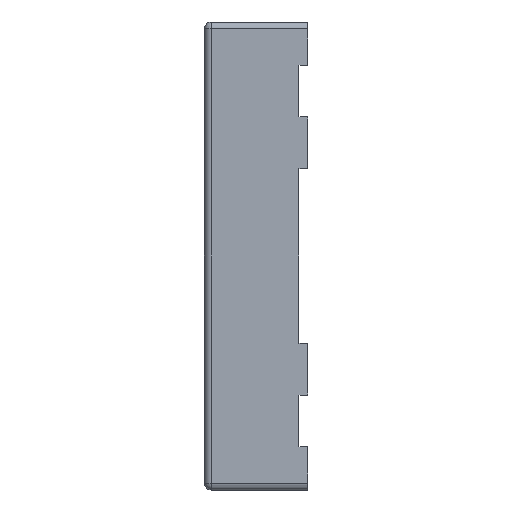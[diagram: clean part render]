
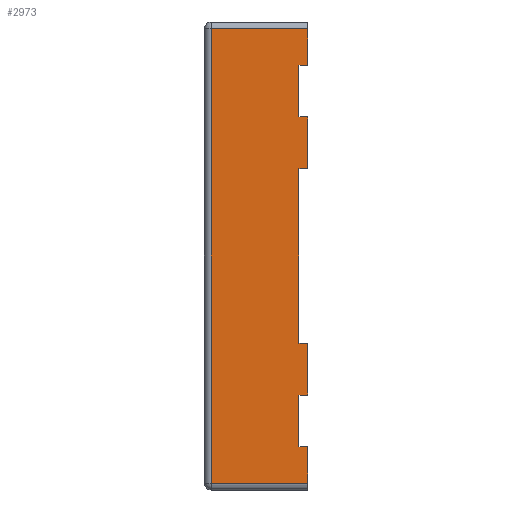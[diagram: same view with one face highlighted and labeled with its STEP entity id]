
A CAD part, left-side view. The second image highlights one B-rep face of the part: STEP entity #2973.
In plain terms, the highlighted planar face has unit normal (-1, 0, 0).
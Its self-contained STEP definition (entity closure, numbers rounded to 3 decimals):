
#91=FACE_OUTER_BOUND('',#249,.T.);
#249=EDGE_LOOP('',(#1955,#1956,#1957,#1958,#1959,#1960,#1961,#1962,#1963,
#1964,#1965,#1966,#1967,#1968,#1969,#1970));
#415=LINE('',#4149,#819);
#416=LINE('',#4151,#820);
#417=LINE('',#4153,#821);
#418=LINE('',#4155,#822);
#419=LINE('',#4157,#823);
#420=LINE('',#4159,#824);
#421=LINE('',#4161,#825);
#422=LINE('',#4163,#826);
#423=LINE('',#4165,#827);
#424=LINE('',#4167,#828);
#425=LINE('',#4169,#829);
#426=LINE('',#4171,#830);
#427=LINE('',#4173,#831);
#428=LINE('',#4175,#832);
#429=LINE('',#4177,#833);
#430=LINE('',#4178,#834);
#819=VECTOR('',#3347,10.);
#820=VECTOR('',#3348,10.);
#821=VECTOR('',#3349,10.);
#822=VECTOR('',#3350,10.);
#823=VECTOR('',#3351,10.);
#824=VECTOR('',#3352,10.);
#825=VECTOR('',#3353,10.);
#826=VECTOR('',#3354,10.);
#827=VECTOR('',#3355,10.);
#828=VECTOR('',#3356,10.);
#829=VECTOR('',#3357,10.);
#830=VECTOR('',#3358,10.);
#831=VECTOR('',#3359,10.);
#832=VECTOR('',#3360,10.);
#833=VECTOR('',#3361,10.);
#834=VECTOR('',#3362,10.);
#1223=VERTEX_POINT('',#4147);
#1224=VERTEX_POINT('',#4148);
#1225=VERTEX_POINT('',#4150);
#1226=VERTEX_POINT('',#4152);
#1227=VERTEX_POINT('',#4154);
#1228=VERTEX_POINT('',#4156);
#1229=VERTEX_POINT('',#4158);
#1230=VERTEX_POINT('',#4160);
#1231=VERTEX_POINT('',#4162);
#1232=VERTEX_POINT('',#4164);
#1233=VERTEX_POINT('',#4166);
#1234=VERTEX_POINT('',#4168);
#1235=VERTEX_POINT('',#4170);
#1236=VERTEX_POINT('',#4172);
#1237=VERTEX_POINT('',#4174);
#1238=VERTEX_POINT('',#4176);
#1511=EDGE_CURVE('',#1223,#1224,#415,.T.);
#1512=EDGE_CURVE('',#1224,#1225,#416,.T.);
#1513=EDGE_CURVE('',#1226,#1225,#417,.T.);
#1514=EDGE_CURVE('',#1226,#1227,#418,.T.);
#1515=EDGE_CURVE('',#1227,#1228,#419,.T.);
#1516=EDGE_CURVE('',#1228,#1229,#420,.T.);
#1517=EDGE_CURVE('',#1230,#1229,#421,.T.);
#1518=EDGE_CURVE('',#1231,#1230,#422,.T.);
#1519=EDGE_CURVE('',#1232,#1231,#423,.T.);
#1520=EDGE_CURVE('',#1233,#1232,#424,.T.);
#1521=EDGE_CURVE('',#1234,#1233,#425,.T.);
#1522=EDGE_CURVE('',#1234,#1235,#426,.T.);
#1523=EDGE_CURVE('',#1235,#1236,#427,.T.);
#1524=EDGE_CURVE('',#1236,#1237,#428,.T.);
#1525=EDGE_CURVE('',#1238,#1237,#429,.T.);
#1526=EDGE_CURVE('',#1238,#1223,#430,.T.);
#1955=ORIENTED_EDGE('',*,*,#1511,.T.);
#1956=ORIENTED_EDGE('',*,*,#1512,.T.);
#1957=ORIENTED_EDGE('',*,*,#1513,.F.);
#1958=ORIENTED_EDGE('',*,*,#1514,.T.);
#1959=ORIENTED_EDGE('',*,*,#1515,.T.);
#1960=ORIENTED_EDGE('',*,*,#1516,.T.);
#1961=ORIENTED_EDGE('',*,*,#1517,.F.);
#1962=ORIENTED_EDGE('',*,*,#1518,.F.);
#1963=ORIENTED_EDGE('',*,*,#1519,.F.);
#1964=ORIENTED_EDGE('',*,*,#1520,.F.);
#1965=ORIENTED_EDGE('',*,*,#1521,.F.);
#1966=ORIENTED_EDGE('',*,*,#1522,.T.);
#1967=ORIENTED_EDGE('',*,*,#1523,.T.);
#1968=ORIENTED_EDGE('',*,*,#1524,.T.);
#1969=ORIENTED_EDGE('',*,*,#1525,.F.);
#1970=ORIENTED_EDGE('',*,*,#1526,.T.);
#2843=PLANE('',#3145);
#2973=ADVANCED_FACE('',(#91),#2843,.T.);
#3145=AXIS2_PLACEMENT_3D('',#4146,#3345,#3346);
#3345=DIRECTION('center_axis',(-1.,0.,0.));
#3346=DIRECTION('ref_axis',(0.,0.,1.));
#3347=DIRECTION('',(0.,0.,1.));
#3348=DIRECTION('',(0.,-1.,0.));
#3349=DIRECTION('',(0.,0.,-1.));
#3350=DIRECTION('',(0.,1.,0.));
#3351=DIRECTION('',(0.,0.,1.));
#3352=DIRECTION('',(0.,-1.,0.));
#3353=DIRECTION('',(0.,0.,-1.));
#3354=DIRECTION('',(0.,-1.,0.));
#3355=DIRECTION('',(0.,0.,1.));
#3356=DIRECTION('',(0.,1.,0.));
#3357=DIRECTION('',(0.,0.,-1.));
#3358=DIRECTION('',(0.,1.,0.));
#3359=DIRECTION('',(0.,0.,1.));
#3360=DIRECTION('',(0.,-1.,0.));
#3361=DIRECTION('',(0.,0.,-1.));
#3362=DIRECTION('',(0.,1.,0.));
#4146=CARTESIAN_POINT('Origin',(25.,0.,25.));
#4147=CARTESIAN_POINT('',(25.,0.5,33.516));
#4148=CARTESIAN_POINT('',(25.,0.5,43.662));
#4149=CARTESIAN_POINT('',(25.,0.5,31.795));
#4150=CARTESIAN_POINT('',(25.,0.,43.662));
#4151=CARTESIAN_POINT('',(25.,0.25,43.662));
#4152=CARTESIAN_POINT('',(25.,0.,46.662));
#4153=CARTESIAN_POINT('',(25.,0.,52.178));
#4154=CARTESIAN_POINT('',(25.,0.5,46.662));
#4155=CARTESIAN_POINT('',(25.,0.,46.662));
#4156=CARTESIAN_POINT('',(25.,0.5,49.662));
#4157=CARTESIAN_POINT('',(25.,0.5,35.831));
#4158=CARTESIAN_POINT('',(25.,0.,49.662));
#4159=CARTESIAN_POINT('',(25.,0.25,49.662));
#4160=CARTESIAN_POINT('',(25.,0.,51.778));
#4161=CARTESIAN_POINT('',(25.,0.,52.178));
#4162=CARTESIAN_POINT('',(25.,5.59,51.778));
#4163=CARTESIAN_POINT('',(25.,0.,51.778));
#4164=CARTESIAN_POINT('',(25.,5.59,25.4));
#4165=CARTESIAN_POINT('',(25.,5.59,31.795));
#4166=CARTESIAN_POINT('',(25.,0.,25.4));
#4167=CARTESIAN_POINT('',(25.,0.,25.4));
#4168=CARTESIAN_POINT('',(25.,0.,27.516));
#4169=CARTESIAN_POINT('',(25.,0.,52.178));
#4170=CARTESIAN_POINT('',(25.,0.5,27.516));
#4171=CARTESIAN_POINT('',(25.,0.,27.516));
#4172=CARTESIAN_POINT('',(25.,0.5,30.516));
#4173=CARTESIAN_POINT('',(25.,0.5,26.258));
#4174=CARTESIAN_POINT('',(25.,0.,30.516));
#4175=CARTESIAN_POINT('',(25.,0.25,30.516));
#4176=CARTESIAN_POINT('',(25.,0.,33.516));
#4177=CARTESIAN_POINT('',(25.,0.,52.178));
#4178=CARTESIAN_POINT('',(25.,0.,33.516));
